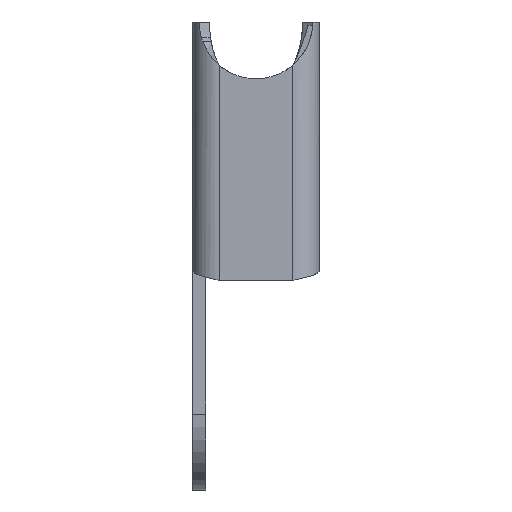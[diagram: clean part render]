
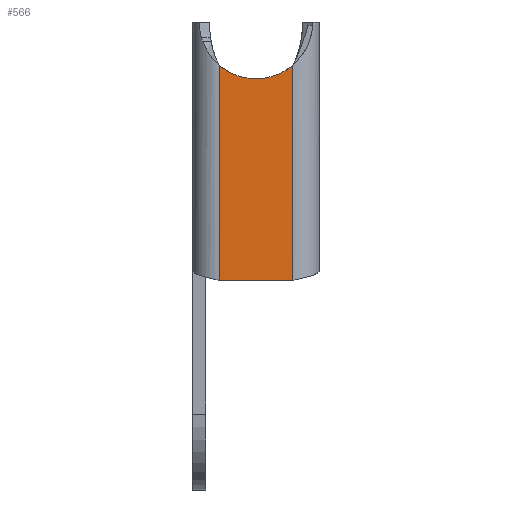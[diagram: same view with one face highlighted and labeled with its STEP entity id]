
A CAD part, left-side view. The second image highlights one B-rep face of the part: STEP entity #566.
In plain terms, the highlighted planar face has unit normal (-1, 0, 0).
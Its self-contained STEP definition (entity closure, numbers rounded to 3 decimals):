
#31 = EDGE_CURVE ( 'NONE', #576, #168, #1236, .T. ) ;
#35 = CIRCLE ( 'NONE', #1779, 12.7 ) ;
#39 = CARTESIAN_POINT ( 'NONE',  ( -1.5, -20.36, 99.87 ) ) ;
#43 = CARTESIAN_POINT ( 'NONE',  ( -1.5, -20.9, 52.169 ) ) ;
#79 = CARTESIAN_POINT ( 'NONE',  ( -1.5, -4.5, 110. ) ) ;
#94 = ORIENTED_EDGE ( 'NONE', *, *, #2225, .F. ) ;
#168 = VERTEX_POINT ( 'NONE', #1023 ) ;
#209 = ORIENTED_EDGE ( 'NONE', *, *, #641, .T. ) ;
#211 = DIRECTION ( 'NONE',  ( -1., 0., 0. ) ) ;
#307 = EDGE_LOOP ( 'NONE', ( #94, #209, #2897, #1119, #3051, #2705, #3037, #315, #2266 ) ) ;
#315 = ORIENTED_EDGE ( 'NONE', *, *, #31, .F. ) ;
#345 = VECTOR ( 'NONE', #2209, 1000. ) ;
#388 = CIRCLE ( 'NONE', #2632, 12.7 ) ;
#394 = AXIS2_PLACEMENT_3D ( 'NONE', #2286, #2427, #1459 ) ;
#566 = ADVANCED_FACE ( 'NONE', ( #2514 ), #1514, .F. ) ;
#576 = VERTEX_POINT ( 'NONE', #1116 ) ;
#599 = DIRECTION ( 'NONE',  ( 0., 1., 0. ) ) ;
#607 = VERTEX_POINT ( 'NONE', #2072 ) ;
#641 = EDGE_CURVE ( 'NONE', #2345, #2060, #2666, .T. ) ;
#661 = CARTESIAN_POINT ( 'NONE',  ( -1.5, -19.542, 99.281 ) ) ;
#690 = VERTEX_POINT ( 'NONE', #1968 ) ;
#732 = DIRECTION ( 'NONE',  ( 0., 0., -1. ) ) ;
#762 = CARTESIAN_POINT ( 'NONE',  ( -1.5, -20.9, 110. ) ) ;
#770 = CARTESIAN_POINT ( 'NONE',  ( -1.5, -12.7, 110. ) ) ;
#857 = LINE ( 'NONE', #888, #1330 ) ;
#879 = CARTESIAN_POINT ( 'NONE',  ( -1.5, -7.019, 98.642 ) ) ;
#888 = CARTESIAN_POINT ( 'NONE',  ( -1.5, 0., 52.169 ) ) ;
#896 = DIRECTION ( 'NONE',  ( 0., -1., 0. ) ) ;
#983 = CARTESIAN_POINT ( 'NONE',  ( -1.5, -16.815, 97.985 ) ) ;
#991 = VERTEX_POINT ( 'NONE', #39 ) ;
#1023 = CARTESIAN_POINT ( 'NONE',  ( -1.5, -16.815, 97.985 ) ) ;
#1116 = CARTESIAN_POINT ( 'NONE',  ( -1.5, -7.937, 98.227 ) ) ;
#1119 = ORIENTED_EDGE ( 'NONE', *, *, #1875, .F. ) ;
#1155 = CARTESIAN_POINT ( 'NONE',  ( -1.5, -18.668, 98.776 ) ) ;
#1194 = CARTESIAN_POINT ( 'NONE',  ( -1.5, -7.319, 98.491 ) ) ;
#1224 = EDGE_CURVE ( 'NONE', #168, #607, #2791, .T. ) ;
#1236 = CIRCLE ( 'NONE', #394, 12.7 ) ;
#1297 = B_SPLINE_CURVE_WITH_KNOTS ( 'NONE', 3,
 ( #1628, #1406, #1155, #661, #3035, #2125 ),
 .UNSPECIFIED., .F., .F.,
 ( 4, 1, 1, 4 ),
 ( 0., 0.059, 0.118, 0.176 ),
 .UNSPECIFIED. ) ;
#1330 = VECTOR ( 'NONE', #2056, 1000. ) ;
#1359 = EDGE_CURVE ( 'NONE', #2060, #2709, #857, .T. ) ;
#1399 = CARTESIAN_POINT ( 'NONE',  ( -1.5, -7.626, 98.353 ) ) ;
#1406 = CARTESIAN_POINT ( 'NONE',  ( -1.5, -18.063, 98.483 ) ) ;
#1459 = DIRECTION ( 'NONE',  ( 0., -1., 0. ) ) ;
#1514 = PLANE ( 'NONE',  #2531 ) ;
#1528 = DIRECTION ( 'NONE',  ( 1., 0., 0. ) ) ;
#1628 = CARTESIAN_POINT ( 'NONE',  ( -1.5, -17.754, 98.349 ) ) ;
#1629 = CARTESIAN_POINT ( 'NONE',  ( -1.5, -12.7, 110. ) ) ;
#1638 = CARTESIAN_POINT ( 'NONE',  ( -1.5, -7.019, 98.642 ) ) ;
#1700 = LINE ( 'NONE', #762, #345 ) ;
#1719 = CARTESIAN_POINT ( 'NONE',  ( -1.5, -17.133, 98.094 ) ) ;
#1722 = DIRECTION ( 'NONE',  ( -1., 0., 0. ) ) ;
#1779 = AXIS2_PLACEMENT_3D ( 'NONE', #1629, #211, #896 ) ;
#1875 = EDGE_CURVE ( 'NONE', #690, #2709, #1700, .T. ) ;
#1968 = CARTESIAN_POINT ( 'NONE',  ( -1.5, -20.9, 100.302 ) ) ;
#2056 = DIRECTION ( 'NONE',  ( 0., -1., 0. ) ) ;
#2060 = VERTEX_POINT ( 'NONE', #2078 ) ;
#2066 = EDGE_CURVE ( 'NONE', #607, #991, #1297, .T. ) ;
#2072 = CARTESIAN_POINT ( 'NONE',  ( -1.5, -17.754, 98.349 ) ) ;
#2078 = CARTESIAN_POINT ( 'NONE',  ( -1.5, -4.5, 52.169 ) ) ;
#2125 = CARTESIAN_POINT ( 'NONE',  ( -1.5, -20.36, 99.87 ) ) ;
#2183 = VECTOR ( 'NONE', #732, 1000. ) ;
#2209 = DIRECTION ( 'NONE',  ( 0., 0., -1. ) ) ;
#2225 = EDGE_CURVE ( 'NONE', #2345, #3010, #388, .T. ) ;
#2266 = ORIENTED_EDGE ( 'NONE', *, *, #2512, .F. ) ;
#2286 = CARTESIAN_POINT ( 'NONE',  ( -1.5, -12.7, 110. ) ) ;
#2345 = VERTEX_POINT ( 'NONE', #3088 ) ;
#2371 = B_SPLINE_CURVE_WITH_KNOTS ( 'NONE', 3,
 ( #1638, #1194, #1399, #2835 ),
 .UNSPECIFIED., .F., .F.,
 ( 4, 4 ),
 ( 0.765, 0.824 ),
 .UNSPECIFIED. ) ;
#2427 = DIRECTION ( 'NONE',  ( -1., 0., 0. ) ) ;
#2466 = CARTESIAN_POINT ( 'NONE',  ( -1.5, -17.446, 98.215 ) ) ;
#2512 = EDGE_CURVE ( 'NONE', #3010, #576, #2371, .T. ) ;
#2514 = FACE_OUTER_BOUND ( 'NONE', #307, .T. ) ;
#2531 = AXIS2_PLACEMENT_3D ( 'NONE', #2979, #1528, #599 ) ;
#2632 = AXIS2_PLACEMENT_3D ( 'NONE', #770, #1722, #2670 ) ;
#2666 = LINE ( 'NONE', #79, #2183 ) ;
#2670 = DIRECTION ( 'NONE',  ( 0., -1., 0. ) ) ;
#2705 = ORIENTED_EDGE ( 'NONE', *, *, #2066, .F. ) ;
#2709 = VERTEX_POINT ( 'NONE', #43 ) ;
#2791 = B_SPLINE_CURVE_WITH_KNOTS ( 'NONE', 3,
 ( #983, #1719, #2466, #2905 ),
 .UNSPECIFIED., .F., .F.,
 ( 4, 4 ),
 ( 0.176, 0.235 ),
 .UNSPECIFIED. ) ;
#2835 = CARTESIAN_POINT ( 'NONE',  ( -1.5, -7.937, 98.227 ) ) ;
#2897 = ORIENTED_EDGE ( 'NONE', *, *, #1359, .T. ) ;
#2905 = CARTESIAN_POINT ( 'NONE',  ( -1.5, -17.754, 98.349 ) ) ;
#2979 = CARTESIAN_POINT ( 'NONE',  ( -1.5, 0., 110. ) ) ;
#3010 = VERTEX_POINT ( 'NONE', #879 ) ;
#3018 = EDGE_CURVE ( 'NONE', #991, #690, #35, .T. ) ;
#3035 = CARTESIAN_POINT ( 'NONE',  ( -1.5, -20.087, 99.674 ) ) ;
#3037 = ORIENTED_EDGE ( 'NONE', *, *, #1224, .F. ) ;
#3051 = ORIENTED_EDGE ( 'NONE', *, *, #3018, .F. ) ;
#3088 = CARTESIAN_POINT ( 'NONE',  ( -1.5, -4.5, 100.302 ) ) ;
